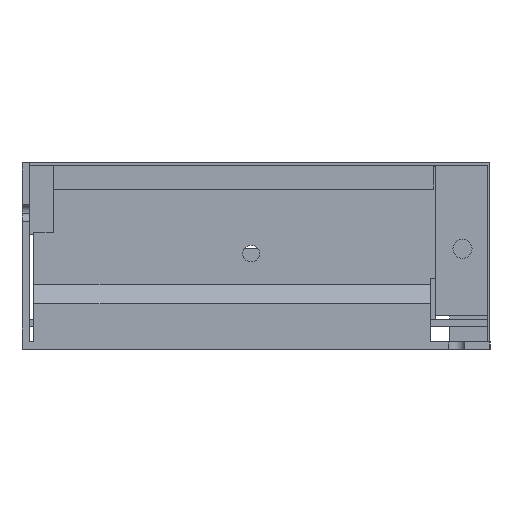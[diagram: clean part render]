
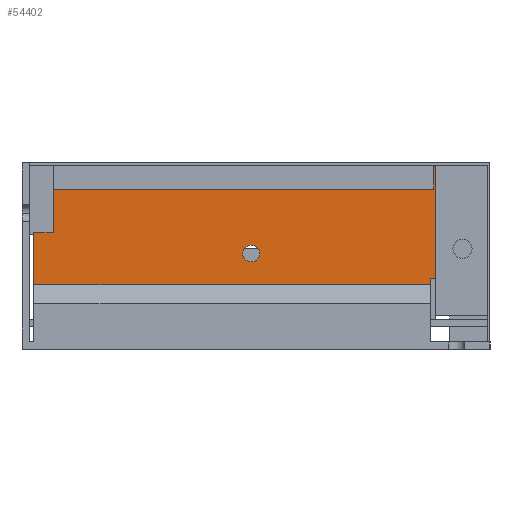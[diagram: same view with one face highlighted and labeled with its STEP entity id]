
A CAD part, left-side view. The second image highlights one B-rep face of the part: STEP entity #54402.
In plain terms, the highlighted planar face has unit normal (-1, 0, 0).
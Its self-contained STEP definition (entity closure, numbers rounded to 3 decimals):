
#500 = VERTEX_POINT ( 'NONE', #57129 ) ;
#590 = VERTEX_POINT ( 'NONE', #40400 ) ;
#1026 = VERTEX_POINT ( 'NONE', #76167 ) ;
#1116 = LINE ( 'NONE', #18644, #70404 ) ;
#1200 = DIRECTION ( 'NONE',  ( 0., 0., -1. ) ) ;
#1587 = ORIENTED_EDGE ( 'NONE', *, *, #30733, .T. ) ;
#1943 = DIRECTION ( 'NONE',  ( 0., 0., 1. ) ) ;
#2186 = ORIENTED_EDGE ( 'NONE', *, *, #47219, .F. ) ;
#3925 = DIRECTION ( 'NONE',  ( 0., 1., -0.014 ) ) ;
#4167 = EDGE_CURVE ( 'NONE', #590, #23573, #32241, .T. ) ;
#4494 = CARTESIAN_POINT ( 'NONE',  ( -70.85, -42.7, -17.5 ) ) ;
#5388 = LINE ( 'NONE', #73791, #17522 ) ;
#6306 = EDGE_CURVE ( 'NONE', #500, #7014, #40893, .T. ) ;
#7014 = VERTEX_POINT ( 'NONE', #26389 ) ;
#7528 = AXIS2_PLACEMENT_3D ( 'NONE', #31239, #25138, #12915 ) ;
#7927 = AXIS2_PLACEMENT_3D ( 'NONE', #49221, #69150, #24793 ) ;
#8359 = CIRCLE ( 'NONE', #46037, 1. ) ;
#9280 = EDGE_LOOP ( 'NONE', ( #56512, #1587, #38342, #48168, #72216, #25405, #55658, #37891, #22630, #43770 ) ) ;
#9969 = DIRECTION ( 'NONE',  ( 0., -1., 0. ) ) ;
#10290 = CARTESIAN_POINT ( 'NONE',  ( -70.85, -42.7, -19.5 ) ) ;
#10490 = DIRECTION ( 'NONE',  ( 0., 0., -1. ) ) ;
#12123 = DIRECTION ( 'NONE',  ( 0., -1., 0. ) ) ;
#12486 = VECTOR ( 'NONE', #3925, 1000. ) ;
#12915 = DIRECTION ( 'NONE',  ( 0., 0., 1. ) ) ;
#13811 = LINE ( 'NONE', #67987, #57826 ) ;
#13890 = EDGE_CURVE ( 'NONE', #1026, #72145, #13811, .T. ) ;
#14036 = EDGE_LOOP ( 'NONE', ( #64169, #56088 ) ) ;
#14180 = CARTESIAN_POINT ( 'NONE',  ( -70.85, -42.7, -15.5 ) ) ;
#14557 = DIRECTION ( 'NONE',  ( -1., 0., 0. ) ) ;
#14905 = VERTEX_POINT ( 'NONE', #34746 ) ;
#15270 = CARTESIAN_POINT ( 'NONE',  ( -70.85, 1.55, -20.25 ) ) ;
#15936 = DIRECTION ( 'NONE',  ( -1., 0., 0. ) ) ;
#16538 = LINE ( 'NONE', #23454, #12486 ) ;
#16816 = EDGE_CURVE ( 'NONE', #17711, #70188, #78906, .T. ) ;
#17522 = VECTOR ( 'NONE', #68884, 1000. ) ;
#17711 = VERTEX_POINT ( 'NONE', #20728 ) ;
#17831 = CARTESIAN_POINT ( 'NONE',  ( -70.85, 47.05, -0.18 ) ) ;
#18029 = VECTOR ( 'NONE', #77256, 1000. ) ;
#18644 = CARTESIAN_POINT ( 'NONE',  ( -70.85, -35.85, -23.8 ) ) ;
#20584 = EDGE_CURVE ( 'NONE', #7014, #17711, #33305, .T. ) ;
#20728 = CARTESIAN_POINT ( 'NONE',  ( -70.85, 43.05, -0.18 ) ) ;
#20994 = CARTESIAN_POINT ( 'NONE',  ( -70.85, -47.95, -0.006 ) ) ;
#21884 = FACE_BOUND ( 'NONE', #31248, .T. ) ;
#22630 = ORIENTED_EDGE ( 'NONE', *, *, #38730, .T. ) ;
#23454 = CARTESIAN_POINT ( 'NONE',  ( -70.85, -48.35, 0. ) ) ;
#23573 = VERTEX_POINT ( 'NONE', #15270 ) ;
#24353 = CARTESIAN_POINT ( 'NONE',  ( -70.85, -47.35, -23.8 ) ) ;
#24793 = DIRECTION ( 'NONE',  ( 0., 0., 1. ) ) ;
#25138 = DIRECTION ( 'NONE',  ( -1., 0., 0. ) ) ;
#25405 = ORIENTED_EDGE ( 'NONE', *, *, #16816, .F. ) ;
#25978 = VERTEX_POINT ( 'NONE', #14180 ) ;
#26389 = CARTESIAN_POINT ( 'NONE',  ( -70.85, 43.05, -14.18 ) ) ;
#26411 = VERTEX_POINT ( 'NONE', #20994 ) ;
#27917 = AXIS2_PLACEMENT_3D ( 'NONE', #4494, #46467, #59476 ) ;
#30733 = EDGE_CURVE ( 'NONE', #1026, #41171, #1116, .T. ) ;
#30881 = LINE ( 'NONE', #67932, #65361 ) ;
#31239 = CARTESIAN_POINT ( 'NONE',  ( -70.85, 1.55, -18.5 ) ) ;
#31248 = EDGE_LOOP ( 'NONE', ( #2186, #77665 ) ) ;
#31486 = CARTESIAN_POINT ( 'NONE',  ( -70.85, -35.85, -0.18 ) ) ;
#32082 = EDGE_CURVE ( 'NONE', #43353, #72145, #5388, .T. ) ;
#32241 = CIRCLE ( 'NONE', #7528, 1.75 ) ;
#33298 = VECTOR ( 'NONE', #42641, 1000. ) ;
#33305 = LINE ( 'NONE', #70744, #18029 ) ;
#33689 = FACE_OUTER_BOUND ( 'NONE', #9280, .T. ) ;
#34746 = CARTESIAN_POINT ( 'NONE',  ( -70.85, -47.95, -23.6 ) ) ;
#37123 = VECTOR ( 'NONE', #9969, 1000. ) ;
#37177 = CIRCLE ( 'NONE', #64486, 1.75 ) ;
#37891 = ORIENTED_EDGE ( 'NONE', *, *, #6306, .F. ) ;
#38342 = ORIENTED_EDGE ( 'NONE', *, *, #59978, .T. ) ;
#38730 = EDGE_CURVE ( 'NONE', #500, #43353, #76880, .T. ) ;
#40203 = FACE_BOUND ( 'NONE', #14036, .T. ) ;
#40400 = CARTESIAN_POINT ( 'NONE',  ( -70.85, 1.55, -16.75 ) ) ;
#40893 = LINE ( 'NONE', #59631, #37123 ) ;
#41032 = CARTESIAN_POINT ( 'NONE',  ( -70.85, 47.05, -25. ) ) ;
#41171 = VERTEX_POINT ( 'NONE', #24353 ) ;
#41954 = DIRECTION ( 'NONE',  ( 0., 0., 1. ) ) ;
#42641 = DIRECTION ( 'NONE',  ( 0., -1., 0. ) ) ;
#43353 = VERTEX_POINT ( 'NONE', #50293 ) ;
#43770 = ORIENTED_EDGE ( 'NONE', *, *, #32082, .T. ) ;
#44314 = AXIS2_PLACEMENT_3D ( 'NONE', #71550, #14557, #1943 ) ;
#46037 = AXIS2_PLACEMENT_3D ( 'NONE', #57996, #51882, #51487 ) ;
#46467 = DIRECTION ( 'NONE',  ( -1., 0., 0. ) ) ;
#47219 = EDGE_CURVE ( 'NONE', #25978, #65678, #78674, .T. ) ;
#48168 = ORIENTED_EDGE ( 'NONE', *, *, #69707, .F. ) ;
#48493 = EDGE_CURVE ( 'NONE', #23573, #590, #37177, .T. ) ;
#49221 = CARTESIAN_POINT ( 'NONE',  ( -70.85, -42.7, -17.5 ) ) ;
#50293 = CARTESIAN_POINT ( 'NONE',  ( -70.85, 47.05, -25. ) ) ;
#51487 = DIRECTION ( 'NONE',  ( 0., 0., -1. ) ) ;
#51882 = DIRECTION ( 'NONE',  ( -1., 0., 0. ) ) ;
#52994 = CARTESIAN_POINT ( 'NONE',  ( -70.85, 1.55, -18.5 ) ) ;
#54248 = EDGE_CURVE ( 'NONE', #65678, #25978, #65116, .T. ) ;
#54402 = ADVANCED_FACE ( 'NONE', ( #21884, #40203, #33689 ), #65031, .T. ) ;
#55658 = ORIENTED_EDGE ( 'NONE', *, *, #20584, .F. ) ;
#56088 = ORIENTED_EDGE ( 'NONE', *, *, #48493, .F. ) ;
#56512 = ORIENTED_EDGE ( 'NONE', *, *, #13890, .F. ) ;
#57129 = CARTESIAN_POINT ( 'NONE',  ( -70.85, 47.05, -14.18 ) ) ;
#57826 = VECTOR ( 'NONE', #1200, 1000. ) ;
#57996 = CARTESIAN_POINT ( 'NONE',  ( -70.85, -47.35, -22.8 ) ) ;
#59476 = DIRECTION ( 'NONE',  ( 0., 0., 1. ) ) ;
#59631 = CARTESIAN_POINT ( 'NONE',  ( -70.85, 47.05, -14.18 ) ) ;
#59978 = EDGE_CURVE ( 'NONE', #41171, #14905, #8359, .T. ) ;
#64169 = ORIENTED_EDGE ( 'NONE', *, *, #4167, .F. ) ;
#64486 = AXIS2_PLACEMENT_3D ( 'NONE', #52994, #15936, #41954 ) ;
#65031 = PLANE ( 'NONE',  #44314 ) ;
#65116 = CIRCLE ( 'NONE', #7927, 2. ) ;
#65361 = VECTOR ( 'NONE', #67536, 1000. ) ;
#65678 = VERTEX_POINT ( 'NONE', #10290 ) ;
#67536 = DIRECTION ( 'NONE',  ( 0., 0., -1. ) ) ;
#67932 = CARTESIAN_POINT ( 'NONE',  ( -70.85, -47.95, 0. ) ) ;
#67987 = CARTESIAN_POINT ( 'NONE',  ( -70.85, -35.95, -25. ) ) ;
#68884 = DIRECTION ( 'NONE',  ( 0., -1., 0. ) ) ;
#69150 = DIRECTION ( 'NONE',  ( -1., 0., 0. ) ) ;
#69707 = EDGE_CURVE ( 'NONE', #26411, #14905, #30881, .T. ) ;
#70188 = VERTEX_POINT ( 'NONE', #31486 ) ;
#70404 = VECTOR ( 'NONE', #12123, 1000. ) ;
#70744 = CARTESIAN_POINT ( 'NONE',  ( -70.85, 43.05, -0.18 ) ) ;
#71550 = CARTESIAN_POINT ( 'NONE',  ( -70.85, 47.05, -25. ) ) ;
#72145 = VERTEX_POINT ( 'NONE', #75277 ) ;
#72216 = ORIENTED_EDGE ( 'NONE', *, *, #73847, .T. ) ;
#72647 = VECTOR ( 'NONE', #10490, 1000. ) ;
#73791 = CARTESIAN_POINT ( 'NONE',  ( -70.85, 47.05, -25. ) ) ;
#73847 = EDGE_CURVE ( 'NONE', #26411, #70188, #16538, .T. ) ;
#75277 = CARTESIAN_POINT ( 'NONE',  ( -70.85, -35.95, -25. ) ) ;
#76167 = CARTESIAN_POINT ( 'NONE',  ( -70.85, -35.95, -23.8 ) ) ;
#76880 = LINE ( 'NONE', #41032, #72647 ) ;
#77256 = DIRECTION ( 'NONE',  ( 0., 0., 1. ) ) ;
#77665 = ORIENTED_EDGE ( 'NONE', *, *, #54248, .F. ) ;
#78674 = CIRCLE ( 'NONE', #27917, 2. ) ;
#78906 = LINE ( 'NONE', #17831, #33298 ) ;
